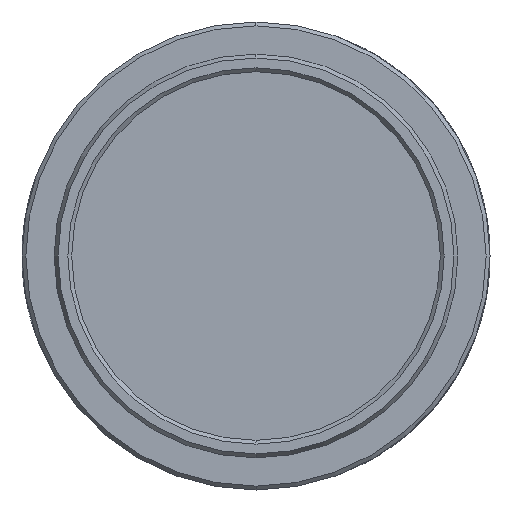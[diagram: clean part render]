
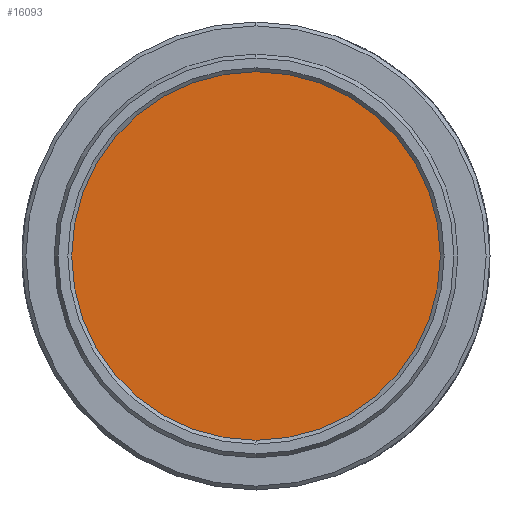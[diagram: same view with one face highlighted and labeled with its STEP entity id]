
A CAD part, left-side view. The second image highlights one B-rep face of the part: STEP entity #16093.
In plain terms, the highlighted planar face has unit normal (-1, 0, 0).
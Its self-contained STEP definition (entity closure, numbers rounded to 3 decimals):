
#611 = CIRCLE ( 'NONE', #1197, 12.523 ) ;
#619 = VERTEX_POINT ( 'NONE', #2521 ) ;
#1197 = AXIS2_PLACEMENT_3D ( 'NONE', #3936, #5280, #14529 ) ;
#1396 = DIRECTION ( 'NONE',  ( 1., 0., 0. ) ) ;
#1399 = ORIENTED_EDGE ( 'NONE', *, *, #1831, .F. ) ;
#1831 = EDGE_CURVE ( 'NONE', #12529, #619, #611, .T. ) ;
#2004 = AXIS2_PLACEMENT_3D ( 'NONE', #8047, #1396, #15952 ) ;
#2521 = CARTESIAN_POINT ( 'NONE',  ( -1.905, -10.835, -6.28 ) ) ;
#3936 = CARTESIAN_POINT ( 'NONE',  ( -1.905, 0., 0. ) ) ;
#5280 = DIRECTION ( 'NONE',  ( 1., 0., 0. ) ) ;
#7650 = EDGE_LOOP ( 'NONE', ( #1399, #10455 ) ) ;
#8047 = CARTESIAN_POINT ( 'NONE',  ( -1.905, 0., 0. ) ) ;
#9021 = CARTESIAN_POINT ( 'NONE',  ( -1.905, 10.835, 6.28 ) ) ;
#10177 = DIRECTION ( 'NONE',  ( 1., 0., 0. ) ) ;
#10455 = ORIENTED_EDGE ( 'NONE', *, *, #13033, .F. ) ;
#12529 = VERTEX_POINT ( 'NONE', #9021 ) ;
#12844 = CARTESIAN_POINT ( 'NONE',  ( -1.905, 0., 0. ) ) ;
#12965 = PLANE ( 'NONE',  #16139 ) ;
#13033 = EDGE_CURVE ( 'NONE', #619, #12529, #15655, .T. ) ;
#14529 = DIRECTION ( 'NONE',  ( 0., 0.865, 0.501 ) ) ;
#14685 = FACE_OUTER_BOUND ( 'NONE', #7650, .T. ) ;
#15655 = CIRCLE ( 'NONE', #2004, 12.523 ) ;
#15952 = DIRECTION ( 'NONE',  ( 0., 0.865, 0.501 ) ) ;
#16093 = ADVANCED_FACE ( 'NONE', ( #14685 ), #12965, .F. ) ;
#16139 = AXIS2_PLACEMENT_3D ( 'NONE', #12844, #10177, #17090 ) ;
#17090 = DIRECTION ( 'NONE',  ( 0., 0.865, 0.501 ) ) ;
